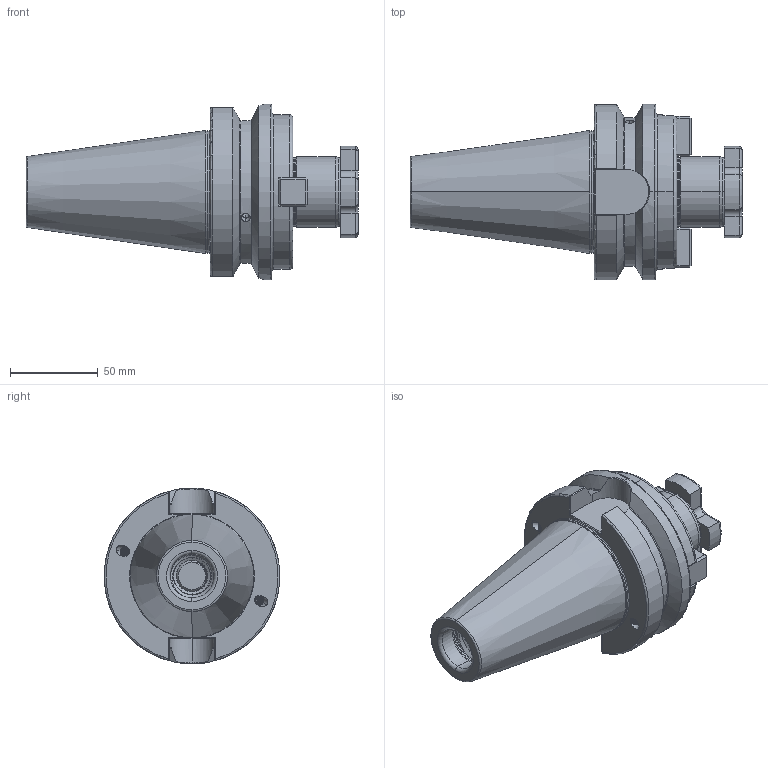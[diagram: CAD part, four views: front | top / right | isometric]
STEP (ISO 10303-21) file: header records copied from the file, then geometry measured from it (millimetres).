
FILE_DESCRIPTION (( 'STEP AP203' ), '1' );
FILE_NAME ('506.11.40.STEP', '2016-11-26T02:42:13', ( '' ), ( '' ), 'SwSTEP 2.0', 'SolidWorks 2012', '' );
FILE_SCHEMA (( 'CONFIG_CONTROL_DESIGN' ));
Length unit declared in the file: millimetre
Products named in the file (5): 102.11.32_M5xP0.8-14L; 506.11.40; 十字螺絲FMB40; 面銑刀墊塊40
Assembly tree (6 placements, depth 2):
  506.11.40
    506.11.40
    十字螺絲FMB40
    面銑刀墊塊40  x2
    102.11.32_M5xP0.8-14L  x2
Bounding box: 188.8 x 100 x 100 mm (x, y, z)
Volume: 550247 mm3; surface area: 88126.7 mm2
Topology: 6 solids, 6 shells, 706 faces, 1882 edges, 1186 vertices
Faces by surface type: cylinder 373, plane 152, cone 76, torus 56, bspline 49
Entity records: 43054 total; most frequent: CARTESIAN_POINT 29240, ORIENTED_EDGE 3256, DIRECTION 2325, EDGE_CURVE 1628, VERTEX_POINT 1041, AXIS2_PLACEMENT_3D 873, EDGE_LOOP 633, ADVANCED_FACE 606
